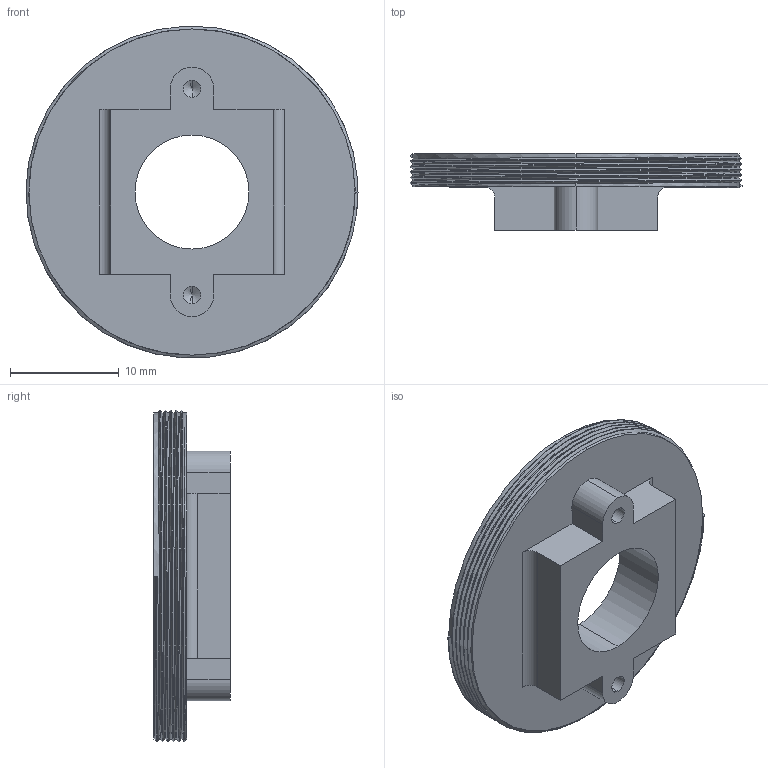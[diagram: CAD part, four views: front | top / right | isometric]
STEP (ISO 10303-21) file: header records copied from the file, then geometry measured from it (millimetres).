
FILE_DESCRIPTION (( 'STEP AP203' ), '1' );
FILE_NAME ('CassegrainBase.STEP', '2020-09-19T19:47:19', ( '' ), ( '' ), 'SwSTEP 2.0', 'SolidWorks 2020', '' );
FILE_SCHEMA (( 'CONFIG_CONTROL_DESIGN' ));
Length unit declared in the file: millimetre
Products named in the file (1): CassegrainBase
Bounding box: 30.59 x 7.04 x 30.57 mm (x, y, z)
Volume: 1613.5 mm3; surface area: 2353.8 mm2
Topology: 1 solids, 1 shells, 51 faces, 133 edges, 84 vertices
Faces by surface type: cylinder 27, plane 16, cone 4, bspline 4
Entity records: 2358 total; most frequent: CARTESIAN_POINT 1119, ORIENTED_EDGE 258, DIRECTION 227, EDGE_CURVE 129, VERTEX_POINT 84, AXIS2_PLACEMENT_3D 81, LINE 65, VECTOR 65
